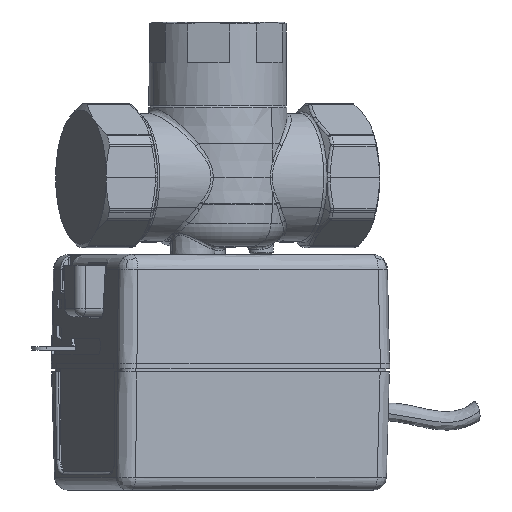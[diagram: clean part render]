
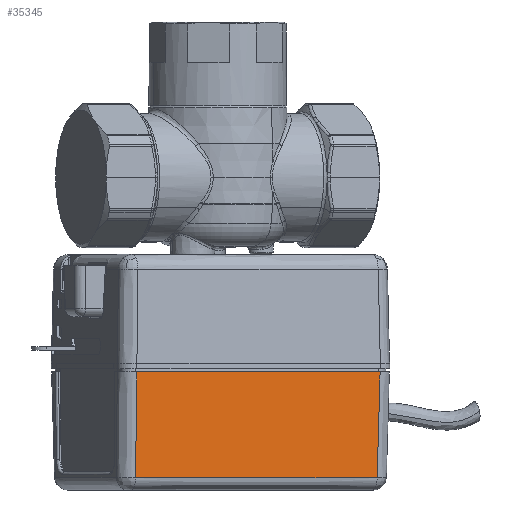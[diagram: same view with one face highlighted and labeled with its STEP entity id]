
A CAD part, front view. The second image highlights one B-rep face of the part: STEP entity #35345.
In plain terms, the highlighted free-form (B-spline) face has degree [1, 1] with [2, 2] control points.
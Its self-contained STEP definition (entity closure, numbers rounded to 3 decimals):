
#34053=CARTESIAN_POINT('Vertex',(94.402,-35.08,-20.406)) ;
#34110=CARTESIAN_POINT('Control Point',(94.402,-35.08,-20.406)) ;
#34111=CARTESIAN_POINT('Control Point',(80.,-40.947,-20.406)) ;
#34112=CARTESIAN_POINT('Control Point',(65.597,-46.813,-20.406)) ;
#34113=CARTESIAN_POINT('Control Point',(51.194,-52.68,-20.406)) ;
#34114=CARTESIAN_POINT('Control Point',(36.791,-58.547,-20.406)) ;
#34115=CARTESIAN_POINT('Control Point',(22.388,-64.414,-20.406)) ;
#34116=CARTESIAN_POINT('Vertex',(22.388,-64.414,-20.406)) ;
#34606=CARTESIAN_POINT('Vertex',(22.757,-66.051,11.18)) ;
#34609=CARTESIAN_POINT('Line Origine',(59.02,-51.28,11.18)) ;
#34613=CARTESIAN_POINT('Vertex',(95.282,-36.509,11.18)) ;
#34745=CARTESIAN_POINT('Control Point',(94.402,-35.08,-20.406)) ;
#34746=CARTESIAN_POINT('Control Point',(94.578,-35.366,-14.089)) ;
#34747=CARTESIAN_POINT('Control Point',(94.754,-35.651,-7.772)) ;
#34748=CARTESIAN_POINT('Control Point',(94.93,-35.937,-1.454)) ;
#34749=CARTESIAN_POINT('Control Point',(95.106,-36.223,4.863)) ;
#34750=CARTESIAN_POINT('Control Point',(95.282,-36.509,11.18)) ;
#35331=CARTESIAN_POINT('Control Point',(107.655,-31.827,17.51)) ;
#35332=CARTESIAN_POINT('Control Point',(106.759,-29.627,-27.825)) ;
#35333=CARTESIAN_POINT('Control Point',(10.634,-71.347,17.51)) ;
#35334=CARTESIAN_POINT('Control Point',(9.738,-69.147,-27.825)) ;
#35336=CARTESIAN_POINT('Control Point',(22.757,-66.051,11.18)) ;
#35337=CARTESIAN_POINT('Control Point',(22.388,-64.414,-20.406)) ;
#34611=VECTOR('Line Direction',#34610,1.) ;
#34610=DIRECTION('Vector Direction',(-0.926,-0.377,0.)) ;
#34612=LINE('Line',#34609,#34611) ;
#34118=EDGE_CURVE('',#34117,#34054,#34109,.F.) ;
#34615=EDGE_CURVE('',#34614,#34607,#34612,.T.) ;
#34751=EDGE_CURVE('',#34054,#34614,#34744,.T.) ;
#35338=EDGE_CURVE('',#34607,#34117,#35335,.T.) ;
#35340=ORIENTED_EDGE('',*,*,#35338,.T.) ;
#35341=ORIENTED_EDGE('',*,*,#34118,.T.) ;
#35342=ORIENTED_EDGE('',*,*,#34751,.T.) ;
#35343=ORIENTED_EDGE('',*,*,#34615,.T.) ;
#35339=EDGE_LOOP('',(#35340,#35341,#35342,#35343)) ;
#34054=VERTEX_POINT('',#34053) ;
#34117=VERTEX_POINT('',#34116) ;
#34607=VERTEX_POINT('',#34606) ;
#34614=VERTEX_POINT('',#34613) ;
#35345=ADVANCED_FACE('643062-TST',(#35344),#35330,.T.) ;
#34109=B_SPLINE_CURVE_WITH_KNOTS('',5,(#34110,#34111,#34112,#34113,#34114,#34115),.UNSPECIFIED.,.F.,.U.,(6,6),(0.,77.759),.UNSPECIFIED.) ;
#34744=B_SPLINE_CURVE_WITH_KNOTS('',5,(#34745,#34746,#34747,#34748,#34749,#34750),.UNSPECIFIED.,.F.,.U.,(6,6),(3.81,35.441),.UNSPECIFIED.) ;
#35335=B_SPLINE_CURVE_WITH_KNOTS('',1,(#35336,#35337),.UNSPECIFIED.,.F.,.U.,(2,2),(1.254,32.885),.UNSPECIFIED.) ;
#35330=B_SPLINE_SURFACE_WITH_KNOTS('',1,1,((#35331,#35332),(#35333,#35334)),.UNSPECIFIED.,.F.,.F.,.U.,(2,2),(2,2),(0.,104.761),(0.,45.397),.UNSPECIFIED.) ;
#35344=FACE_OUTER_BOUND('',#35339,.T.) ;
